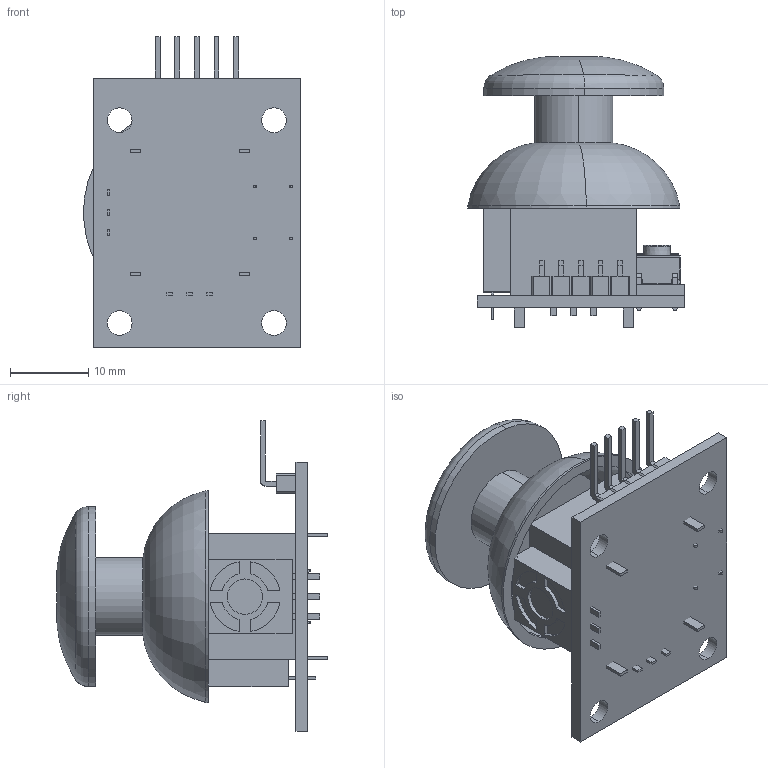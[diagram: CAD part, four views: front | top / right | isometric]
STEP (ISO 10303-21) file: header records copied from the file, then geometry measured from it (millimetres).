
FILE_DESCRIPTION (( 'STEP AP214' ), '1' );
FILE_NAME ('joystickBody.STEP', '2021-07-26T17:48:31', ( '' ), ( '' ), 'SwSTEP 2.0', 'SolidWorks 2019', '' );
FILE_SCHEMA (( 'AUTOMOTIVE_DESIGN' ));
Length unit declared in the file: millimetre
Products named in the file (8): board.STEP; potentiometer___.STEP; Thumb Joystick___.STEP; joystickBody; body___.STEP; tactileswitch-short.STEP; joystickhead___.STEP; Joystick assembly.STEP
Assembly tree (8 placements, depth 4):
  joystickBody
    Joystick assembly.STEP
      Thumb Joystick___.STEP
        body___.STEP
        potentiometer___.STEP  x2
        tactileswitch-short.STEP
        joystickhead___.STEP
      board.STEP
Bounding box: 27.63 x 34.5 x 39.55 mm (x, y, z)
Volume: 6544.9 mm3; surface area: 8768.2 mm2
Topology: 13 solids, 13 shells, 473 faces, 1147 edges, 702 vertices
Faces by surface type: plane 248, cylinder 140, torus 50, sphere 24, cone 6, bspline 5
Entity records: 13923 total; most frequent: CARTESIAN_POINT 2604, DIRECTION 2188, ORIENTED_EDGE 2042, EDGE_CURVE 1021, AXIS2_PLACEMENT_3D 776, LINE 636, VECTOR 636, VERTEX_POINT 634
